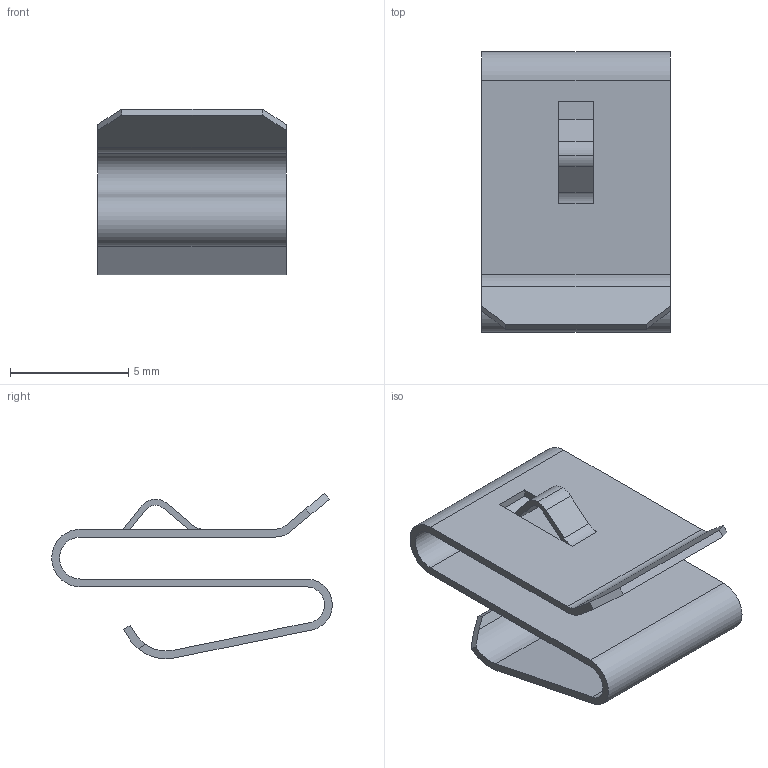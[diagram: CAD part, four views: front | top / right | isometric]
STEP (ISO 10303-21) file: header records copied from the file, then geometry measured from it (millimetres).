
FILE_DESCRIPTION (( 'STEP AP214' ), '1' );
FILE_NAME ('User Library-keystone-aa-209.STEP', '2021-09-03T20:42:56', ( '' ), ( '' ), 'SwSTEP 2.0', 'SolidWorks 2021', '' );
FILE_SCHEMA (( 'AUTOMOTIVE_DESIGN' ));
Length unit declared in the file: inch
Products named in the file (1): User Library-keystone-aa-209
Bounding box: 8 x 11.89 x 7.01 mm (x, y, z)
Volume: 91.3 mm3; surface area: 589.4 mm2
Topology: 1 solids, 1 shells, 43 faces, 121 edges, 80 vertices
Faces by surface type: plane 30, cylinder 13
Entity records: 1429 total; most frequent: CARTESIAN_POINT 257, ORIENTED_EDGE 242, DIRECTION 231, EDGE_CURVE 121, VECTOR 91, LINE 91, VERTEX_POINT 80, AXIS2_PLACEMENT_3D 70
